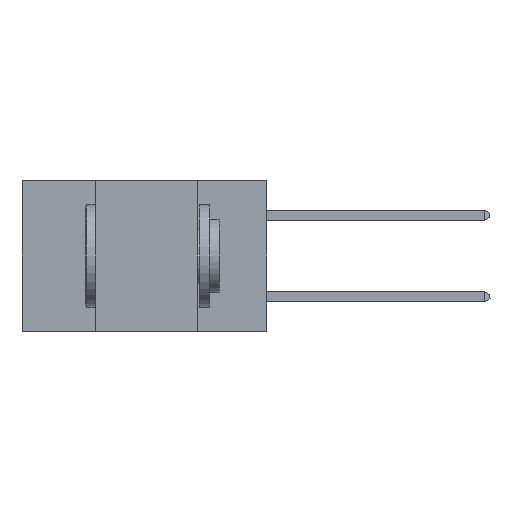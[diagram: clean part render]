
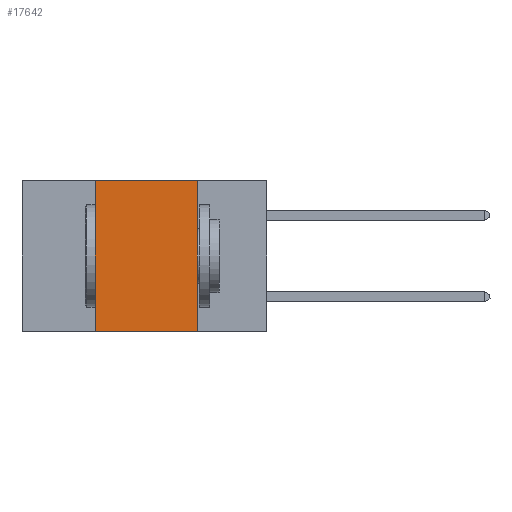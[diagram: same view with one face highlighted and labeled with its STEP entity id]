
A CAD part, left-side view. The second image highlights one B-rep face of the part: STEP entity #17642.
In plain terms, the highlighted planar face has unit normal (-1, 0, 0).
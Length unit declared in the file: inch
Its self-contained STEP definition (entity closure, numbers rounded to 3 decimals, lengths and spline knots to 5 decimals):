
#21 = FACE_OUTER_BOUND ( 'NONE', #19138, .T. ) ;
#672 = PLANE ( 'NONE',  #22343 ) ;
#888 = CARTESIAN_POINT ( 'NONE',  ( 0., 0.6, 0. ) ) ;
#1633 = CARTESIAN_POINT ( 'NONE',  ( 0., 0.17, 0. ) ) ;
#2012 = ORIENTED_EDGE ( 'NONE', *, *, #23584, .T. ) ;
#2088 = DIRECTION ( 'NONE',  ( 0., -1., 0. ) ) ;
#2723 = DIRECTION ( 'NONE',  ( 0., 0., -1. ) ) ;
#2813 = VERTEX_POINT ( 'NONE', #23414 ) ;
#4862 = DIRECTION ( 'NONE',  ( 0., -1., 0. ) ) ;
#4981 = VERTEX_POINT ( 'NONE', #19337 ) ;
#5653 = DIRECTION ( 'NONE',  ( 0., 0., 1. ) ) ;
#6326 = EDGE_CURVE ( 'NONE', #9441, #14378, #11567, .T. ) ;
#8142 = ORIENTED_EDGE ( 'NONE', *, *, #6326, .F. ) ;
#8634 = CARTESIAN_POINT ( 'NONE',  ( 0., 0.6, 0. ) ) ;
#9441 = VERTEX_POINT ( 'NONE', #14852 ) ;
#9996 = EDGE_CURVE ( 'NONE', #2813, #4981, #11959, .T. ) ;
#10451 = DIRECTION ( 'NONE',  ( 1., 0., 0. ) ) ;
#11020 = EDGE_CURVE ( 'NONE', #14378, #2813, #23759, .T. ) ;
#11567 = LINE ( 'NONE', #24772, #20404 ) ;
#11883 = ORIENTED_EDGE ( 'NONE', *, *, #11020, .F. ) ;
#11904 = CARTESIAN_POINT ( 'NONE',  ( 0., 0.6, -0.37 ) ) ;
#11959 = LINE ( 'NONE', #1633, #19320 ) ;
#14126 = CARTESIAN_POINT ( 'NONE',  ( 0., 0.42, 0. ) ) ;
#14378 = VERTEX_POINT ( 'NONE', #14126 ) ;
#14390 = ORIENTED_EDGE ( 'NONE', *, *, #9996, .F. ) ;
#14852 = CARTESIAN_POINT ( 'NONE',  ( 0., 0.42, -0.37 ) ) ;
#15008 = VECTOR ( 'NONE', #4862, 39.37008 ) ;
#17410 = DIRECTION ( 'NONE',  ( 0., 0., -1. ) ) ;
#17642 = ADVANCED_FACE ( 'NONE', ( #21 ), #672, .F. ) ;
#19138 = EDGE_LOOP ( 'NONE', ( #14390, #11883, #8142, #2012 ) ) ;
#19320 = VECTOR ( 'NONE', #17410, 39.37008 ) ;
#19337 = CARTESIAN_POINT ( 'NONE',  ( 0., 0.17, -0.37 ) ) ;
#20404 = VECTOR ( 'NONE', #5653, 39.37008 ) ;
#22343 = AXIS2_PLACEMENT_3D ( 'NONE', #8634, #10451, #2723 ) ;
#23053 = LINE ( 'NONE', #11904, #23461 ) ;
#23414 = CARTESIAN_POINT ( 'NONE',  ( 0., 0.17, 0. ) ) ;
#23461 = VECTOR ( 'NONE', #2088, 39.37008 ) ;
#23584 = EDGE_CURVE ( 'NONE', #9441, #4981, #23053, .T. ) ;
#23759 = LINE ( 'NONE', #888, #15008 ) ;
#24772 = CARTESIAN_POINT ( 'NONE',  ( 0., 0.42, 0. ) ) ;
